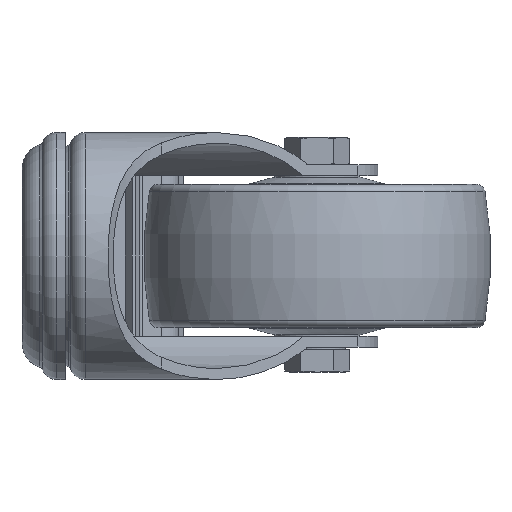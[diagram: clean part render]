
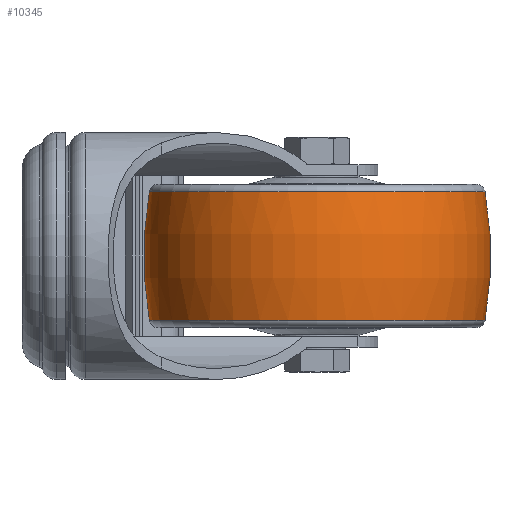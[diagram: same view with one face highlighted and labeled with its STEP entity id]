
A CAD part, left-side view. The second image highlights one B-rep face of the part: STEP entity #10345.
In plain terms, the highlighted toroidal (fillet/blend) face has major radius 45.878 mm and minor radius 85.878 mm.
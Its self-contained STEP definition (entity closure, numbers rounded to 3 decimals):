
#2 = TOROIDAL_SURFACE ( 'NONE', #1177, -45.878, 85.878 ) ;
#262 = DIRECTION ( 'NONE',  ( 1., 0., 0. ) ) ;
#707 = DIRECTION ( 'NONE',  ( 0., 0., -1. ) ) ;
#882 = CARTESIAN_POINT ( 'NONE',  ( 14.846, 0., 0. ) ) ;
#1177 = AXIS2_PLACEMENT_3D ( 'NONE', #6627, #262, #11520 ) ;
#1421 = CARTESIAN_POINT ( 'NONE',  ( 14.846, 0., -38.707 ) ) ;
#1598 = EDGE_CURVE ( 'NONE', #8533, #2282, #3226, .T. ) ;
#2282 = VERTEX_POINT ( 'NONE', #1421 ) ;
#2539 = CARTESIAN_POINT ( 'NONE',  ( -14.846, 0., 38.707 ) ) ;
#2905 = CIRCLE ( 'NONE', #11894, 38.707 ) ;
#3042 = VERTEX_POINT ( 'NONE', #2539 ) ;
#3050 = VERTEX_POINT ( 'NONE', #10913 ) ;
#3226 = CIRCLE ( 'NONE', #8688, 38.707 ) ;
#3736 = DIRECTION ( 'NONE',  ( 0., -1., 0. ) ) ;
#4005 = ORIENTED_EDGE ( 'NONE', *, *, #8728, .T. ) ;
#4217 = EDGE_CURVE ( 'NONE', #3050, #2282, #10508, .T. ) ;
#4322 = DIRECTION ( 'NONE',  ( 0., 0., -1. ) ) ;
#4569 = CARTESIAN_POINT ( 'NONE',  ( 14.846, 0., 38.707 ) ) ;
#4986 = FACE_OUTER_BOUND ( 'NONE', #7831, .T. ) ;
#5466 = AXIS2_PLACEMENT_3D ( 'NONE', #10603, #10660, #8765 ) ;
#5740 = DIRECTION ( 'NONE',  ( 0., 0., -1. ) ) ;
#5978 = ORIENTED_EDGE ( 'NONE', *, *, #9262, .F. ) ;
#6026 = ORIENTED_EDGE ( 'NONE', *, *, #4217, .T. ) ;
#6627 = CARTESIAN_POINT ( 'NONE',  ( 0., 0., 0. ) ) ;
#7445 = ORIENTED_EDGE ( 'NONE', *, *, #1598, .F. ) ;
#7831 = EDGE_LOOP ( 'NONE', ( #5978, #4005, #6026, #7445 ) ) ;
#8533 = VERTEX_POINT ( 'NONE', #4569 ) ;
#8688 = AXIS2_PLACEMENT_3D ( 'NONE', #882, #12080, #707 ) ;
#8728 = EDGE_CURVE ( 'NONE', #3042, #3050, #2905, .T. ) ;
#8765 = DIRECTION ( 'NONE',  ( 0., 0., 1. ) ) ;
#8950 = AXIS2_PLACEMENT_3D ( 'NONE', #10442, #3736, #5740 ) ;
#9262 = EDGE_CURVE ( 'NONE', #3042, #8533, #11914, .T. ) ;
#9695 = DIRECTION ( 'NONE',  ( 1., 0., 0. ) ) ;
#10345 = ADVANCED_FACE ( 'NONE', ( #4986 ), #2, .T. ) ;
#10442 = CARTESIAN_POINT ( 'NONE',  ( 0., 0., 45.878 ) ) ;
#10508 = CIRCLE ( 'NONE', #8950, 85.878 ) ;
#10603 = CARTESIAN_POINT ( 'NONE',  ( 0., 0., -45.878 ) ) ;
#10660 = DIRECTION ( 'NONE',  ( 0., 1., 0. ) ) ;
#10913 = CARTESIAN_POINT ( 'NONE',  ( -14.846, 0., -38.707 ) ) ;
#11406 = CARTESIAN_POINT ( 'NONE',  ( -14.846, 0., 0. ) ) ;
#11520 = DIRECTION ( 'NONE',  ( 0., 0., -1. ) ) ;
#11894 = AXIS2_PLACEMENT_3D ( 'NONE', #11406, #9695, #4322 ) ;
#11914 = CIRCLE ( 'NONE', #5466, 85.878 ) ;
#12080 = DIRECTION ( 'NONE',  ( 1., 0., 0. ) ) ;
